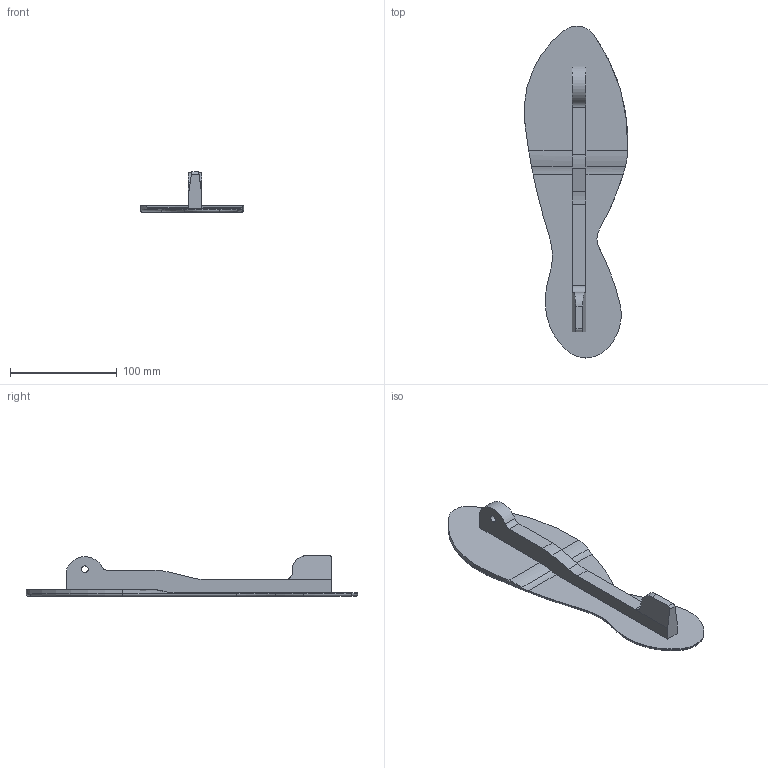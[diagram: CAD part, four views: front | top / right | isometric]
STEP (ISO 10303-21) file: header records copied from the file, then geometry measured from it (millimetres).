
FILE_DESCRIPTION(/* description */ ('boot'),/* implementation_level */ '2;1');
FILE_NAME(/* name */ 'boot',/* time_stamp */ '2000-04-28T09:22:48-04:00',/* author */ ('Jim Jones'),/* organization */ ('Acme Enterprises'),/* preprocessor_version */ 'ST-DEVELOPER v7',/* originating_system */ 'UNIGRAPHICS SOLUTIONS - UNIGRAPHICS 16.0',/* authorisation */ 'Approved for production');
FILE_SCHEMA (('CONFIG_CONTROL_DESIGN','SHAPE_APPEARANCE_LAYER_MIM'));
Length unit declared in the file: inch
Products named in the file (1): 2_BOOT
Bounding box: 96.55 x 310.38 x 38.1 mm (x, y, z)
Volume: 156587.8 mm3; surface area: 55015.3 mm2
Topology: 1 solids, 1 shells, 54 faces, 143 edges, 91 vertices
Faces by surface type: cylinder 25, plane 16, torus 13
Full cylindrical faces by diameter (mm): 6.35 x1
Entity records: 2153 total; most frequent: CARTESIAN_POINT 675, DIRECTION 309, ORIENTED_EDGE 284, EDGE_CURVE 142, AXIS2_PLACEMENT_3D 123, VERTEX_POINT 91, CIRCLE 66, LINE 63
